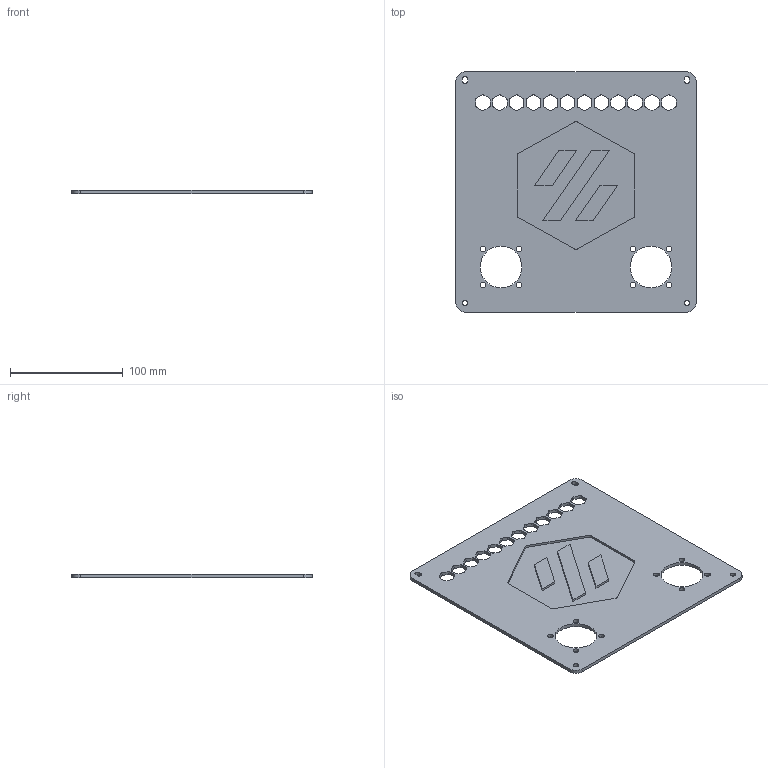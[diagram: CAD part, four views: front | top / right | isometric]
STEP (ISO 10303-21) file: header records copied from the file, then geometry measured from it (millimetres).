
FILE_DESCRIPTION(/* description */ ('Alibre Inc.'),/* implementation_level */ '2;1');
FILE_NAME(/* name */ 'export-C3092A50-D836-447E-A2E5-AFB3C19E274F',/* time_stamp */ '2024-01-21T14:58:34+01:00',/* author */ (''),/* organization */ (''),/* preprocessor_version */ 'ST-DEVELOPER v17',/* originating_system */ 'Alibre',/* authorisation */ '');
FILE_SCHEMA (('CONFIG_CONTROL_DESIGN'));
Length unit declared in the file: millimetre
Products named in the file (1): Bottom Panel
Bounding box: 212.99 x 213 x 3 mm (x, y, z)
Volume: 110029.4 mm3; surface area: 89353.9 mm2
Topology: 1 solids, 1 shells, 202 faces, 588 edges, 392 vertices
Faces by surface type: plane 104, cylinder 98
Full cylindrical faces by diameter (mm): 4.5 x2, 5 x8, 37 x2
Entity records: 6741 total; most frequent: CARTESIAN_POINT 1167, ORIENTED_EDGE 1152, DIRECTION 1069, EDGE_CURVE 576, AXIS2_PLACEMENT_3D 395, VERTEX_POINT 392, VECTOR 380, LINE 380
